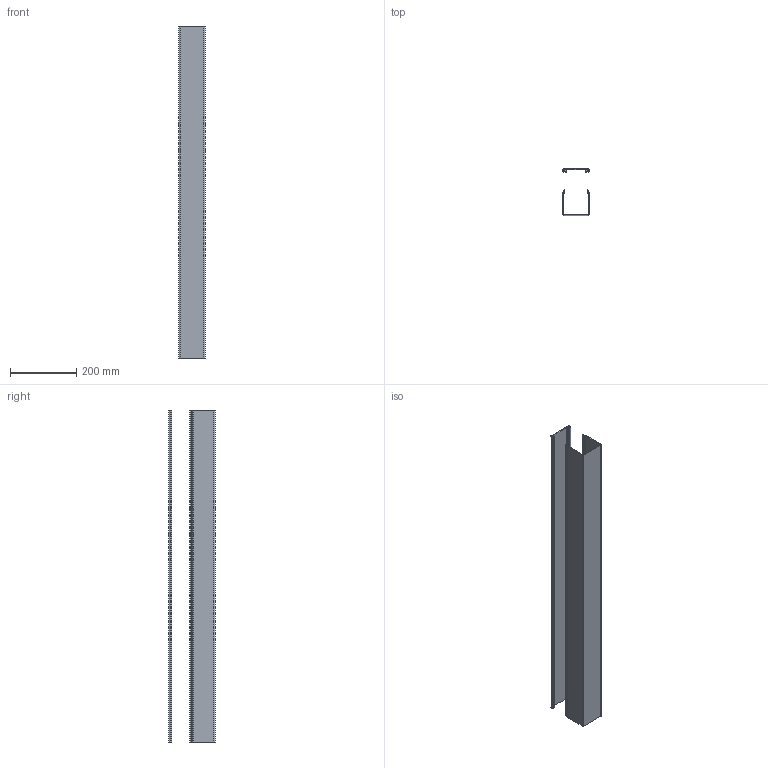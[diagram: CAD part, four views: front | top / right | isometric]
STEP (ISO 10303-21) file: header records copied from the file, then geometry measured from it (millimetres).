
FILE_DESCRIPTION (( 'STEP AP203' ), '1' );
FILE_NAME ('ALF-PP-8080E.step', '2024-08-15T07:58:34', ( '' ), ( '' ), 'SwSTEP 2.0', 'SolidWorks 2022', '' );
FILE_SCHEMA (( 'CONFIG_CONTROL_DESIGN' ));
Length unit declared in the file: millimetre
Products named in the file (3): ALF-PP-4040E_лоток^ALF-PP-8080E; ALF-PP-4040E_крышка^ALF-PP-8080E; ALF-PP-8080E
Assembly tree (2 placements, depth 2):
  ALF-PP-8080E
    ALF-PP-4040E_крышка^ALF-PP-8080E
    ALF-PP-4040E_лоток^ALF-PP-8080E
Bounding box: 80 x 140 x 1000 mm (x, y, z)
Volume: 657140.1 mm3; surface area: 704384.2 mm2
Topology: 2 solids, 2 shells, 73 faces, 207 edges, 138 vertices
Faces by surface type: plane 42, cylinder 31
Entity records: 2688 total; most frequent: DIRECTION 425, CARTESIAN_POINT 423, ORIENTED_EDGE 414, EDGE_CURVE 207, LINE 145, VECTOR 145, AXIS2_PLACEMENT_3D 140, VERTEX_POINT 138
